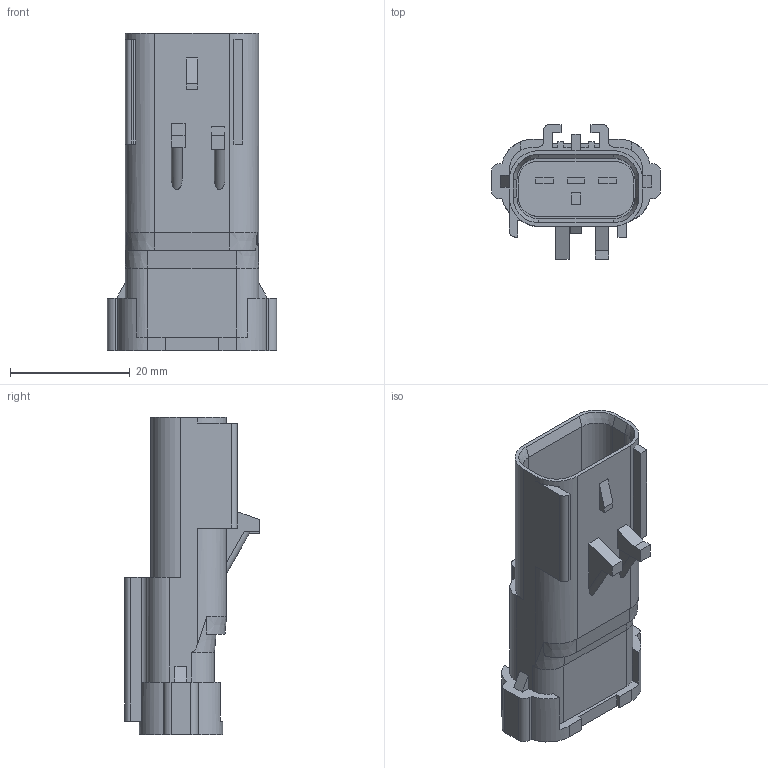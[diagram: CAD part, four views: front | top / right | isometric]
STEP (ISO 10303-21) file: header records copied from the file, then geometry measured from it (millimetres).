
FILE_DESCRIPTION(/* description */ (''),/* implementation_level */ '2;1');
FILE_NAME(/* name */ '13865701-ENV10_01-CONN.stp',/* time_stamp */ '2023-06-16T15:47:05+08:00',/* author */ (''),/* organization */ (''),/* preprocessor_version */ 'ST-DEVELOPER v16',/* originating_system */ 'SIEMENS PLM Software NX 11.0',/* authorisation */ '');
FILE_SCHEMA (('AUTOMOTIVE_DESIGN { 1 0 10303 214 3 1 1 1 }'));
Length unit declared in the file: millimetre
Products named in the file (1): 13865701-ENV10_01-CONN
Bounding box: 28.2 x 22.51 x 53 mm (x, y, z)
Volume: 10887.2 mm3; surface area: 7778 mm2
Topology: 1 solids, 1 shells, 181 faces, 484 edges, 315 vertices
Faces by surface type: plane 142, cylinder 31, cone 8
Entity records: 5631 total; most frequent: CARTESIAN_POINT 1024, ORIENTED_EDGE 968, DIRECTION 924, EDGE_CURVE 484, LINE 396, VECTOR 396, VERTEX_POINT 315, AXIS2_PLACEMENT_3D 264
